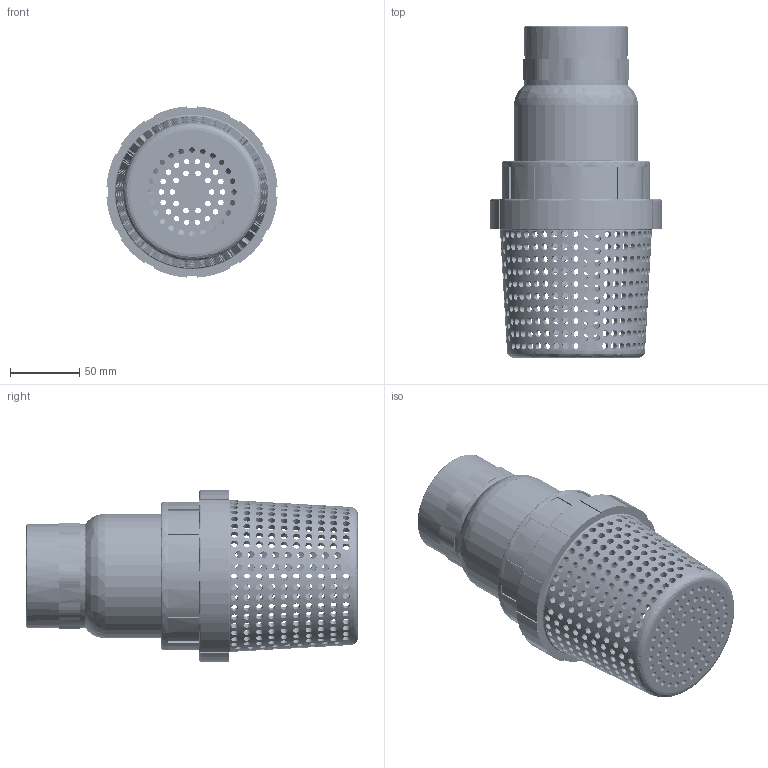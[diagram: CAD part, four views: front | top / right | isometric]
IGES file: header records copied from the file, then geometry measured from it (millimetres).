
Start section: SolidWorks IGES file using analytic representation for surfaces
Global section: file name: VP560TS_50A.IGS; native system: SolidWorks 2017; preprocessor: SolidWorks 2017; author: D1712-001!; date: 200519.171755; units: millimetre
Bounding box: 123.76 x 240 x 123.76 mm (x, y, z)
Surface area: 177651.6 mm2 (no closed solid volume)
Topology: 0 solids, 0 shells, 1331 faces, 52685 edges, 52685 vertices
Faces by surface type: revolution 1187, bspline 144
